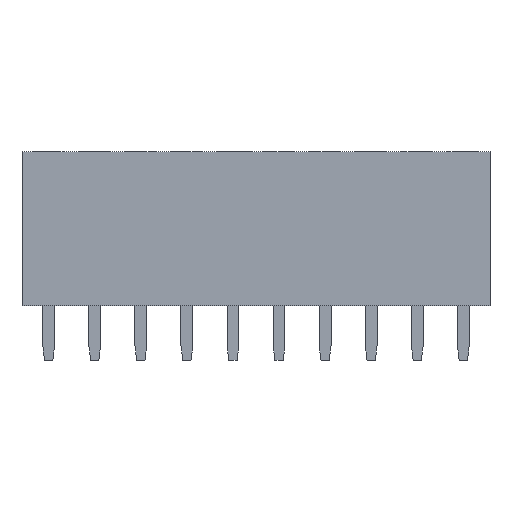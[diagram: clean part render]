
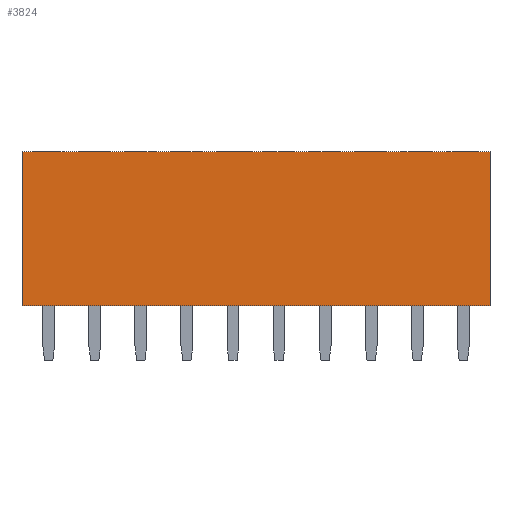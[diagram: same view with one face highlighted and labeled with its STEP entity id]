
A CAD part, top view. The second image highlights one B-rep face of the part: STEP entity #3824.
In plain terms, the highlighted planar face has unit normal (0, 0, 1).
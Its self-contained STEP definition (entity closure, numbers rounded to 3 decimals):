
#298=FACE_OUTER_BOUND('',#537,.T.);
#537=EDGE_LOOP('',(#3104,#3105,#3106,#3107));
#613=LINE('',#5279,#1098);
#942=LINE('',#5949,#1427);
#949=LINE('',#5962,#1434);
#950=LINE('',#5963,#1435);
#1098=VECTOR('',#4256,25.8);
#1427=VECTOR('',#4851,25.8);
#1434=VECTOR('',#4862,8.5);
#1435=VECTOR('',#4863,8.5);
#1583=VERTEX_POINT('',#5276);
#1584=VERTEX_POINT('',#5278);
#1791=VERTEX_POINT('',#5947);
#1792=VERTEX_POINT('',#5948);
#1917=EDGE_CURVE('',#1583,#1584,#613,.T.);
#2246=EDGE_CURVE('',#1791,#1792,#942,.T.);
#2253=EDGE_CURVE('',#1583,#1791,#949,.T.);
#2254=EDGE_CURVE('',#1584,#1792,#950,.T.);
#3104=ORIENTED_EDGE('',*,*,#1917,.F.);
#3105=ORIENTED_EDGE('',*,*,#2253,.T.);
#3106=ORIENTED_EDGE('',*,*,#2246,.T.);
#3107=ORIENTED_EDGE('',*,*,#2254,.F.);
#3637=PLANE('',#4115);
#3824=ADVANCED_FACE('',(#298),#3637,.T.);
#4115=AXIS2_PLACEMENT_3D('',#5961,#4860,#4861);
#4256=DIRECTION('',(1.,0.,0.));
#4851=DIRECTION('',(1.,0.,0.));
#4860=DIRECTION('center_axis',(0.,0.,1.));
#4861=DIRECTION('ref_axis',(1.,0.,0.));
#4862=DIRECTION('',(0.,-1.,0.));
#4863=DIRECTION('',(0.,-1.,0.));
#5276=CARTESIAN_POINT('',(-24.33,0.,1.25));
#5278=CARTESIAN_POINT('',(1.47,0.,1.25));
#5279=CARTESIAN_POINT('',(-24.33,0.,1.25));
#5947=CARTESIAN_POINT('',(-24.33,-8.5,1.25));
#5948=CARTESIAN_POINT('',(1.47,-8.5,1.25));
#5949=CARTESIAN_POINT('',(-24.33,-8.5,1.25));
#5961=CARTESIAN_POINT('Origin',(-1.27,0.,1.25));
#5962=CARTESIAN_POINT('',(-24.33,0.,1.25));
#5963=CARTESIAN_POINT('',(1.47,0.,1.25));
